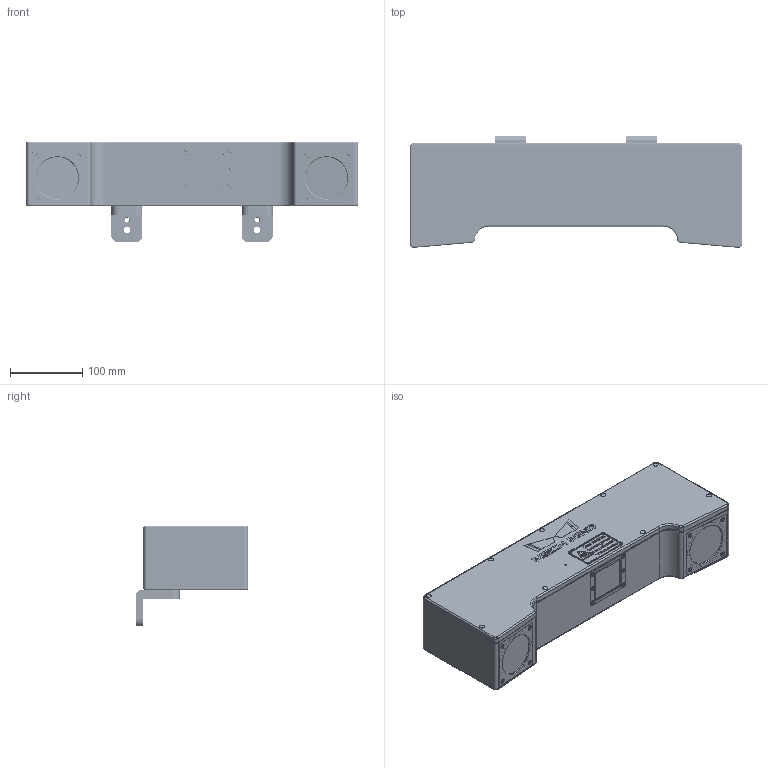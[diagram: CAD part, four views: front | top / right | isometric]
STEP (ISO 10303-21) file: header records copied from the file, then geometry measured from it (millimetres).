
FILE_DESCRIPTION (( 'STEP AP214' ), '1' );
FILE_NAME ('3D model-Mech-Eye Laser L-M.STEP', '2021-10-26T07:39:50', ( '' ), ( '' ), 'SwSTEP 2.0', 'SolidWorks 2017', '' );
FILE_SCHEMA (( 'AUTOMOTIVE_DESIGN' ));
Length unit declared in the file: millimetre
Products named in the file (1): 3D model-Mech-Eye Laser L-M
Bounding box: 459 x 154.53 x 139.24 mm (x, y, z)
Surface area: 466090.4 mm2 (no closed solid volume)
Topology: 0 solids, 97 shells, 6423 faces, 17217 edges, 11404 vertices
Faces by surface type: plane 3947, cylinder 1289, bspline 935, cone 230, torus 22
Full cylindrical faces by diameter (mm): 0.6 x16, 0.75 x16, 0.9 x16, 1 x32, 1.2 x32, 1.3 x16, 1.35 x16, 2.5 x18, 2.9 x14, 3 x4, 3.2 x17, 3.4 x14, 4.2 x8, 4.8 x8, 5.5 x8, 6 x11, 7 x18, 7.7 x8, 7.9 x4, 9 x2, 10 x8, 12 x2, 12.4 x2, 13.38 x2, 18 x2, 21 x2, 58 x2, 68 x2, 68.5 x2
Entity records: 288246 total; most frequent: CARTESIAN_POINT 121613, ORIENTED_EDGE 33026, DIRECTION 25555, EDGE_CURVE 16520, VERTEX_POINT 11212, LINE 9537, VECTOR 9537, AXIS2_PLACEMENT_3D 8009
